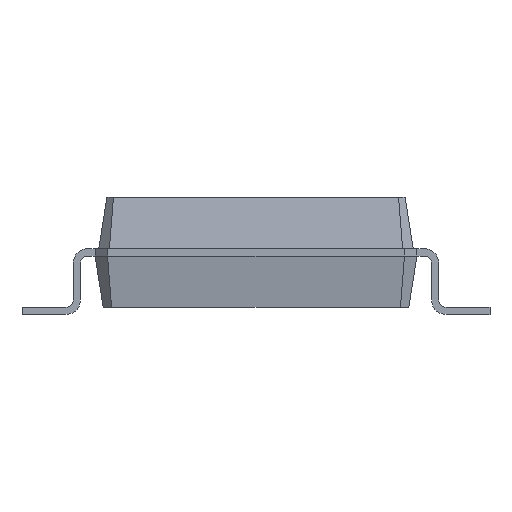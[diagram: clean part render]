
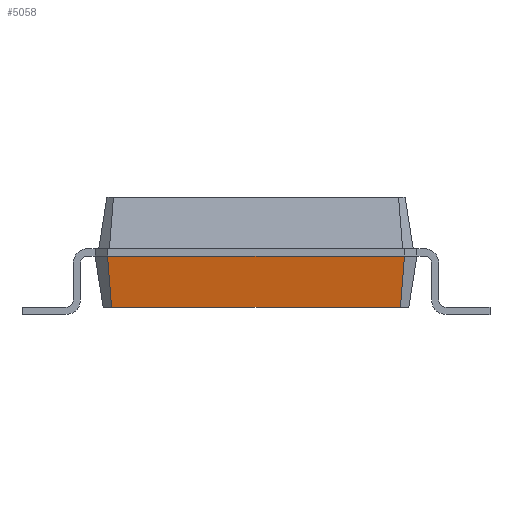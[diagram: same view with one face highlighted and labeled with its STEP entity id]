
A CAD part, front view. The second image highlights one B-rep face of the part: STEP entity #5058.
In plain terms, the highlighted free-form (B-spline) face has degree [1, 1] with [2, 2] control points.
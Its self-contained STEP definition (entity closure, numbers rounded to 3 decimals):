
#772 = PLANE('',#773);
#773 = AXIS2_PLACEMENT_3D('',#774,#775,#776);
#774 = CARTESIAN_POINT('',(-1.975,2.389,0.1));
#775 = DIRECTION('',(0.,0.,1.));
#776 = DIRECTION('',(0.637,-0.771,0.));
#799 = B_SPLINE_SURFACE_WITH_KNOTS('',1,1,(
(#800,#801)
,(#802,#803
)),.UNSPECIFIED.,.F.,.F.,.F.,(2,2),(2,2),(0.,0.24),(0.,1.)
,.PIECEWISE_BEZIER_KNOTS.);
#800 = CARTESIAN_POINT('',(2.089,-2.275,0.1));
#801 = CARTESIAN_POINT('',(2.2,-2.33,0.8));
#802 = CARTESIAN_POINT('',(1.975,-2.389,0.1));
#803 = CARTESIAN_POINT('',(2.03,-2.5,0.8));
#1959 = VERTEX_POINT('',#1960);
#1960 = CARTESIAN_POINT('',(1.975,-2.389,0.1));
#1980 = EDGE_CURVE('',#1959,#1981,#1983,.T.);
#1981 = VERTEX_POINT('',#1982);
#1982 = CARTESIAN_POINT('',(-1.975,-2.389,0.1));
#1983 = SURFACE_CURVE('',#1984,(#1988,#1995),.PCURVE_S1.);
#1984 = LINE('',#1985,#1986);
#1985 = CARTESIAN_POINT('',(1.975,-2.389,0.1));
#1986 = VECTOR('',#1987,1.);
#1987 = DIRECTION('',(-1.,0.,0.));
#1988 = PCURVE('',#772,#1989);
#1989 = DEFINITIONAL_REPRESENTATION('',(#1990),#1994);
#1990 = LINE('',#1991,#1992);
#1991 = CARTESIAN_POINT('',(6.199,0.));
#1992 = VECTOR('',#1993,1.);
#1993 = DIRECTION('',(-0.637,-0.771));
#1994 = ( GEOMETRIC_REPRESENTATION_CONTEXT(2)
PARAMETRIC_REPRESENTATION_CONTEXT() REPRESENTATION_CONTEXT('2D SPACE',''
) );
#1995 = PCURVE('',#1996,#2001);
#1996 = B_SPLINE_SURFACE_WITH_KNOTS('',1,1,(
(#1997,#1998)
,(#1999,#2000
)),.UNSPECIFIED.,.F.,.F.,.F.,(2,2),(2,2),(0.,4.06),(0.,1.),
.PIECEWISE_BEZIER_KNOTS.);
#1997 = CARTESIAN_POINT('',(1.975,-2.389,0.1));
#1998 = CARTESIAN_POINT('',(2.03,-2.5,0.8));
#1999 = CARTESIAN_POINT('',(-1.975,-2.389,0.1));
#2000 = CARTESIAN_POINT('',(-2.03,-2.5,0.8));
#2001 = DEFINITIONAL_REPRESENTATION('',(#2002),#2005);
#2002 = B_SPLINE_CURVE_WITH_KNOTS('',1,(#2003,#2004),.UNSPECIFIED.,.F.,
.F.,(2,2),(0.,3.949),.PIECEWISE_BEZIER_KNOTS.);
#2003 = CARTESIAN_POINT('',(0.,0.));
#2004 = CARTESIAN_POINT('',(4.06,0.));
#2005 = ( GEOMETRIC_REPRESENTATION_CONTEXT(2)
PARAMETRIC_REPRESENTATION_CONTEXT() REPRESENTATION_CONTEXT('2D SPACE',''
) );
#2023 = B_SPLINE_SURFACE_WITH_KNOTS('',1,1,(
(#2024,#2025)
,(#2026,#2027
)),.UNSPECIFIED.,.F.,.F.,.F.,(2,2),(2,2),(0.,0.24),(0.,1.)
,.PIECEWISE_BEZIER_KNOTS.);
#2024 = CARTESIAN_POINT('',(-1.975,-2.389,0.1));
#2025 = CARTESIAN_POINT('',(-2.03,-2.5,0.8));
#2026 = CARTESIAN_POINT('',(-2.089,-2.275,0.1));
#2027 = CARTESIAN_POINT('',(-2.2,-2.33,0.8));
#2090 = EDGE_CURVE('',#1959,#2091,#2093,.T.);
#2091 = VERTEX_POINT('',#2092);
#2092 = CARTESIAN_POINT('',(2.03,-2.5,0.8));
#2093 = SURFACE_CURVE('',#2094,(#2097,#2104),.PCURVE_S1.);
#2094 = B_SPLINE_CURVE_WITH_KNOTS('',1,(#2095,#2096),.UNSPECIFIED.,.F.,
.F.,(2,2),(0.,1.),.PIECEWISE_BEZIER_KNOTS.);
#2095 = CARTESIAN_POINT('',(1.975,-2.389,0.1));
#2096 = CARTESIAN_POINT('',(2.03,-2.5,0.8));
#2097 = PCURVE('',#799,#2098);
#2098 = DEFINITIONAL_REPRESENTATION('',(#2099),#2103);
#2099 = LINE('',#2100,#2101);
#2100 = CARTESIAN_POINT('',(0.24,0.));
#2101 = VECTOR('',#2102,1.);
#2102 = DIRECTION('',(0.,1.));
#2103 = ( GEOMETRIC_REPRESENTATION_CONTEXT(2)
PARAMETRIC_REPRESENTATION_CONTEXT() REPRESENTATION_CONTEXT('2D SPACE',''
) );
#2104 = PCURVE('',#1996,#2105);
#2105 = DEFINITIONAL_REPRESENTATION('',(#2106),#2110);
#2106 = LINE('',#2107,#2108);
#2107 = CARTESIAN_POINT('',(0.,0.));
#2108 = VECTOR('',#2109,1.);
#2109 = DIRECTION('',(0.,1.));
#2110 = ( GEOMETRIC_REPRESENTATION_CONTEXT(2)
PARAMETRIC_REPRESENTATION_CONTEXT() REPRESENTATION_CONTEXT('2D SPACE',''
) );
#5058 = ADVANCED_FACE('',(#5059),#1996,.F.);
#5059 = FACE_BOUND('',#5060,.F.);
#5060 = EDGE_LOOP('',(#5061,#5062,#5084,#5110));
#5061 = ORIENTED_EDGE('',*,*,#1980,.T.);
#5062 = ORIENTED_EDGE('',*,*,#5063,.T.);
#5063 = EDGE_CURVE('',#1981,#5064,#5066,.T.);
#5064 = VERTEX_POINT('',#5065);
#5065 = CARTESIAN_POINT('',(-2.03,-2.5,0.8));
#5066 = SURFACE_CURVE('',#5067,(#5070,#5077),.PCURVE_S1.);
#5067 = B_SPLINE_CURVE_WITH_KNOTS('',1,(#5068,#5069),.UNSPECIFIED.,.F.,
.F.,(2,2),(0.,1.),.PIECEWISE_BEZIER_KNOTS.);
#5068 = CARTESIAN_POINT('',(-1.975,-2.389,0.1));
#5069 = CARTESIAN_POINT('',(-2.03,-2.5,0.8));
#5070 = PCURVE('',#1996,#5071);
#5071 = DEFINITIONAL_REPRESENTATION('',(#5072),#5076);
#5072 = LINE('',#5073,#5074);
#5073 = CARTESIAN_POINT('',(4.06,0.));
#5074 = VECTOR('',#5075,1.);
#5075 = DIRECTION('',(0.,1.));
#5076 = ( GEOMETRIC_REPRESENTATION_CONTEXT(2)
PARAMETRIC_REPRESENTATION_CONTEXT() REPRESENTATION_CONTEXT('2D SPACE',''
) );
#5077 = PCURVE('',#2023,#5078);
#5078 = DEFINITIONAL_REPRESENTATION('',(#5079),#5083);
#5079 = LINE('',#5080,#5081);
#5080 = CARTESIAN_POINT('',(0.,0.));
#5081 = VECTOR('',#5082,1.);
#5082 = DIRECTION('',(0.,1.));
#5083 = ( GEOMETRIC_REPRESENTATION_CONTEXT(2)
PARAMETRIC_REPRESENTATION_CONTEXT() REPRESENTATION_CONTEXT('2D SPACE',''
) );
#5084 = ORIENTED_EDGE('',*,*,#5085,.F.);
#5085 = EDGE_CURVE('',#2091,#5064,#5086,.T.);
#5086 = SURFACE_CURVE('',#5087,(#5091,#5098),.PCURVE_S1.);
#5087 = LINE('',#5088,#5089);
#5088 = CARTESIAN_POINT('',(2.03,-2.5,0.8));
#5089 = VECTOR('',#5090,1.);
#5090 = DIRECTION('',(-1.,0.,0.));
#5091 = PCURVE('',#1996,#5092);
#5092 = DEFINITIONAL_REPRESENTATION('',(#5093),#5097);
#5093 = LINE('',#5094,#5095);
#5094 = CARTESIAN_POINT('',(0.,1.));
#5095 = VECTOR('',#5096,1.);
#5096 = DIRECTION('',(1.,0.));
#5097 = ( GEOMETRIC_REPRESENTATION_CONTEXT(2)
PARAMETRIC_REPRESENTATION_CONTEXT() REPRESENTATION_CONTEXT('2D SPACE',''
) );
#5098 = PCURVE('',#5099,#5104);
#5099 = PLANE('',#5100);
#5100 = AXIS2_PLACEMENT_3D('',#5101,#5102,#5103);
#5101 = CARTESIAN_POINT('',(2.03,-2.5,0.9));
#5102 = DIRECTION('',(0.,1.,0.));
#5103 = DIRECTION('',(-1.,0.,0.));
#5104 = DEFINITIONAL_REPRESENTATION('',(#5105),#5109);
#5105 = LINE('',#5106,#5107);
#5106 = CARTESIAN_POINT('',(0.,-0.1));
#5107 = VECTOR('',#5108,1.);
#5108 = DIRECTION('',(1.,0.));
#5109 = ( GEOMETRIC_REPRESENTATION_CONTEXT(2)
PARAMETRIC_REPRESENTATION_CONTEXT() REPRESENTATION_CONTEXT('2D SPACE',''
) );
#5110 = ORIENTED_EDGE('',*,*,#2090,.F.);
